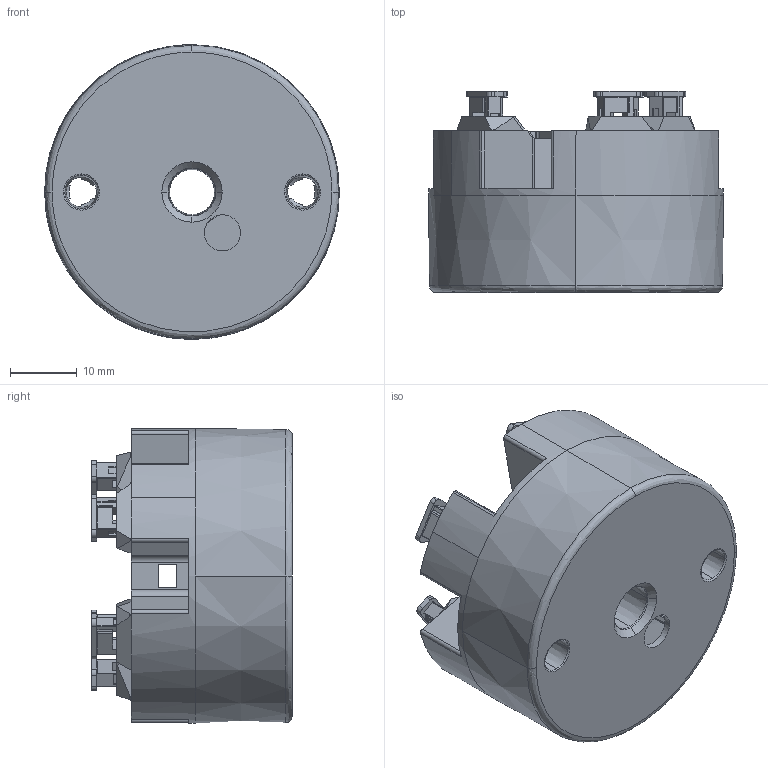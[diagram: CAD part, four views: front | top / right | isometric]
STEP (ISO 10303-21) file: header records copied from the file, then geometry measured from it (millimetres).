
FILE_DESCRIPTION (( 'STEP AP214' ), '1' );
FILE_NAME ('XTH2-0-UNV-P.STEP', '2023-03-08T22:45:17', ( '' ), ( '' ), 'SwSTEP 2.0', 'SolidWorks 2021', '' );
FILE_SCHEMA (( 'AUTOMOTIVE_DESIGN' ));
Length unit declared in the file: inch
Products named in the file (1): XTH2-0-UNV-P
Bounding box: 44 x 29.99 x 44 mm (x, y, z)
Volume: 10867 mm3; surface area: 23421 mm2
Topology: 7 solids, 10 shells, 3589 faces, 10077 edges, 6488 vertices
Faces by surface type: plane 1938, cylinder 1032, bspline 490, cone 129
Entity records: 147351 total; most frequent: CARTESIAN_POINT 58527, ORIENTED_EDGE 20142, DIRECTION 16402, EDGE_CURVE 10071, VERTEX_POINT 6488, LINE 6290, VECTOR 6290, AXIS2_PLACEMENT_3D 5056
